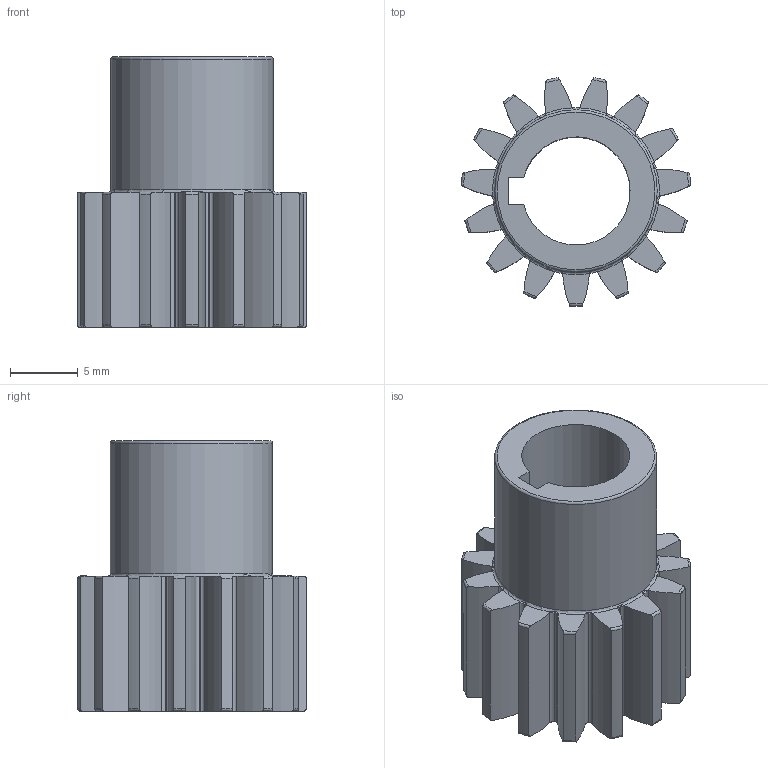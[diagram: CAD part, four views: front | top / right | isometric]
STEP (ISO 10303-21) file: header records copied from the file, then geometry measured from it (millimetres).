
FILE_DESCRIPTION(/* description */ ('STEP AP203'),/* implementation_level */ '2;1');
FILE_NAME(/* name */ '2662N415_20DegreePressureAnglePlasticGear.stp',/* time_stamp */ '2022-05-25T15:54:33+02:00',/* author */ ('Nathann'),/* organization */ ('Managed by Terraform'),/* preprocessor_version */ 'ST-DEVELOPER v16.13',/* originating_system */ 'Autodesk Inventor 2018',/* authorisation */ '');
FILE_SCHEMA (('AUTOMOTIVE_DESIGN { 1 0 10303 214 3 1 1 }'));
Length unit declared in the file: inch
Products named in the file (1): 2662N415_20DegreePressureAnglePlasticGear
Bounding box: 16.98 x 16.89 x 20 mm (x, y, z)
Volume: 1822.4 mm3; surface area: 2142.8 mm2
Topology: 1 solids, 1 shells, 159 faces, 439 edges, 282 vertices
Faces by surface type: cylinder 92, plane 35, torus 32
Full cylindrical faces by diameter (mm): 12 x1
Entity records: 5753 total; most frequent: CARTESIAN_POINT 1536, DIRECTION 970, ORIENTED_EDGE 870, EDGE_CURVE 435, AXIS2_PLACEMENT_3D 435, VERTEX_POINT 281, CIRCLE 275, EDGE_LOOP 164
